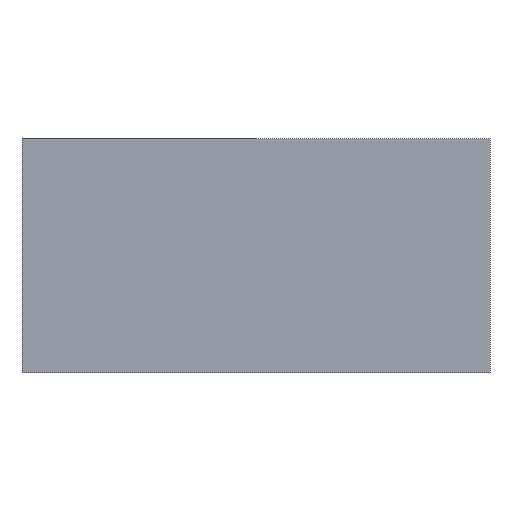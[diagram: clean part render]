
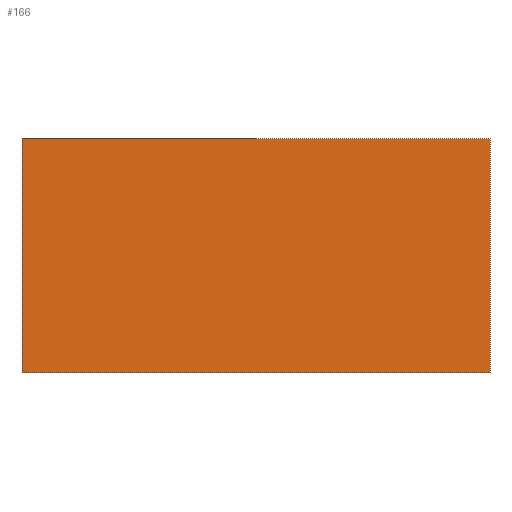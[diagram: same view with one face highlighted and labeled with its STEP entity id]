
A CAD part, front view. The second image highlights one B-rep face of the part: STEP entity #166.
In plain terms, the highlighted planar face has unit normal (0, 1, 0).
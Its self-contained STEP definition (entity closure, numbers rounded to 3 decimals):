
#15=PLANE('',#200);
#22=LINE('',#267,#38);
#27=LINE('',#276,#43);
#30=LINE('',#282,#46);
#31=LINE('',#283,#47);
#38=VECTOR('',#223,1000.);
#43=VECTOR('',#230,1000.);
#46=VECTOR('',#235,1000.);
#47=VECTOR('',#236,1000.);
#58=FACE_OUTER_BOUND('',#68,.T.);
#68=EDGE_LOOP('',(#128,#129,#130,#131));
#84=VERTEX_POINT('',#265);
#85=VERTEX_POINT('',#266);
#88=VERTEX_POINT('',#275);
#90=VERTEX_POINT('',#281);
#98=EDGE_CURVE('',#84,#85,#22,.T.);
#103=EDGE_CURVE('',#88,#85,#27,.T.);
#106=EDGE_CURVE('',#90,#84,#30,.T.);
#107=EDGE_CURVE('',#88,#90,#31,.T.);
#128=ORIENTED_EDGE('',*,*,#106,.F.);
#129=ORIENTED_EDGE('',*,*,#107,.F.);
#130=ORIENTED_EDGE('',*,*,#103,.T.);
#131=ORIENTED_EDGE('',*,*,#98,.F.);
#166=ADVANCED_FACE('',(#58),#15,.F.);
#200=AXIS2_PLACEMENT_3D('',#280,#233,#234);
#223=DIRECTION('',(1.,0.,0.));
#230=DIRECTION('',(0.,0.,-1.));
#233=DIRECTION('center_axis',(0.,-1.,0.));
#234=DIRECTION('ref_axis',(0.,0.,-1.));
#235=DIRECTION('',(0.,0.,-1.));
#236=DIRECTION('',(-1.,0.,0.));
#265=CARTESIAN_POINT('',(-0.8,-0.4,0.));
#266=CARTESIAN_POINT('',(-0.4,-0.4,0.));
#267=CARTESIAN_POINT('',(-0.8,-0.4,0.));
#275=CARTESIAN_POINT('',(-0.4,-0.4,0.2));
#276=CARTESIAN_POINT('',(-0.4,-0.4,0.));
#280=CARTESIAN_POINT('Origin',(-0.4,-0.4,0.));
#281=CARTESIAN_POINT('',(-0.8,-0.4,0.2));
#282=CARTESIAN_POINT('',(-0.8,-0.4,0.));
#283=CARTESIAN_POINT('',(-0.4,-0.4,0.2));
